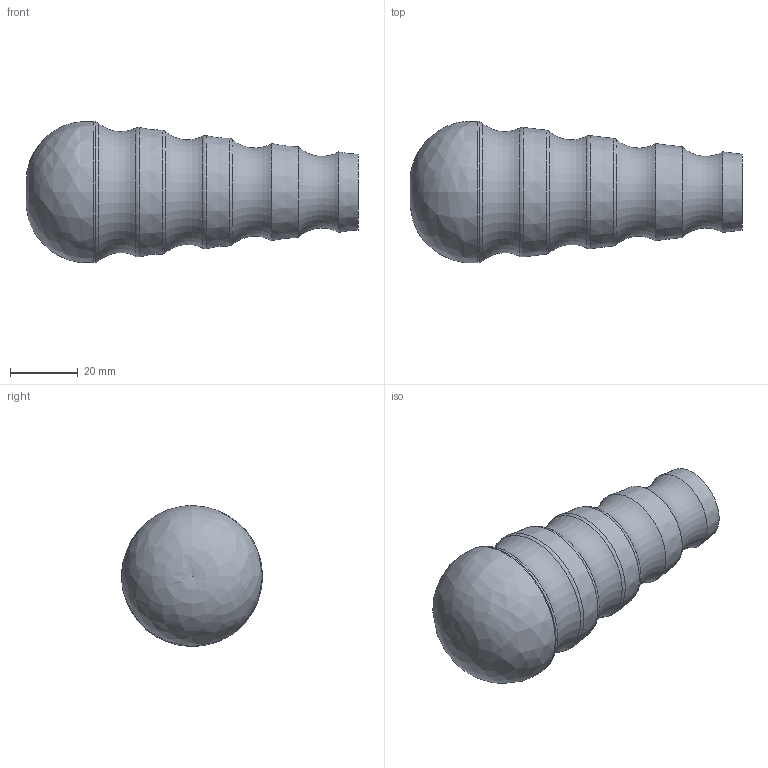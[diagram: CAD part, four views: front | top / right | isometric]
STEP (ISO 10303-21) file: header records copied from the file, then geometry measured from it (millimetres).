
FILE_DESCRIPTION(/* description */ ('RUKOJEŤ UPÍNKY '),/* implementation_level */ '2;1');
FILE_NAME(/* name */ '',/* time_stamp */ '2023-12-18T09:24:50+01:00',/* author */ ('dusan.cotek'),/* organization */ (''),/* preprocessor_version */ 'ST-DEVELOPER v20',/* originating_system */ 'Autodesk Inventor 2024',/* authorisation */ '');
FILE_SCHEMA (('AUTOMOTIVE_DESIGN { 1 0 10303 214 3 1 1 }'));
Length unit declared in the file: millimetre
Products named in the file (1): RUKOJEŤ UPÍNKY 800 112
Bounding box: 98.24 x 41.77 x 41.75 mm (x, y, z)
Volume: 71166.1 mm3; surface area: 14616.1 mm2
Topology: 1 solids, 1 shells, 21 faces, 52 edges, 33 vertices
Faces by surface type: torus 9, plane 6, cone 5, bspline 1
Entity records: 738 total; most frequent: CARTESIAN_POINT 150, DIRECTION 127, ORIENTED_EDGE 102, AXIS2_PLACEMENT_3D 55, EDGE_CURVE 51, CIRCLE 34, VERTEX_POINT 33, EDGE_LOOP 22
